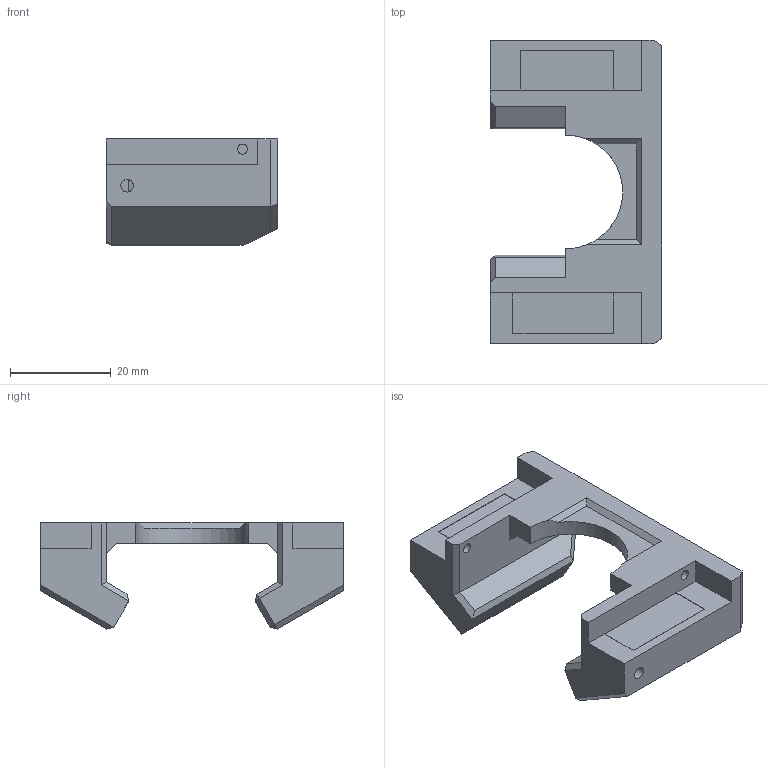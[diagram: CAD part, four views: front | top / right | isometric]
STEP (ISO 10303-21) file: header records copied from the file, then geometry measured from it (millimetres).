
FILE_DESCRIPTION(/* description */ (''),/* implementation_level */ '2;1');
FILE_NAME(/* name */ 'Triquetra Front v1.step',/* time_stamp */ '2021-04-06T22:14:18+02:00',/* author */ (''),/* organization */ (''),/* preprocessor_version */ 'ST-DEVELOPER v18.1',/* originating_system */ 'Autodesk Translation Framework v10.6.0.1341',/* authorisation */ '');
FILE_SCHEMA (('AUTOMOTIVE_DESIGN { 1 0 10303 214 3 1 1 }'));
Length unit declared in the file: millimetre
Products named in the file (1): Triquetra Front
Bounding box: 34 x 60 x 21 mm (x, y, z)
Volume: 11158.9 mm3; surface area: 8543.8 mm2
Topology: 1 solids, 2 shells, 125 faces, 320 edges, 204 vertices
Faces by surface type: plane 104, cylinder 21
Full cylindrical faces by diameter (mm): 2 x2, 2.5 x2
Entity records: 3767 total; most frequent: CARTESIAN_POINT 650, ORIENTED_EDGE 640, DIRECTION 620, EDGE_CURVE 320, LINE 272, VECTOR 272, VERTEX_POINT 204, AXIS2_PLACEMENT_3D 174
